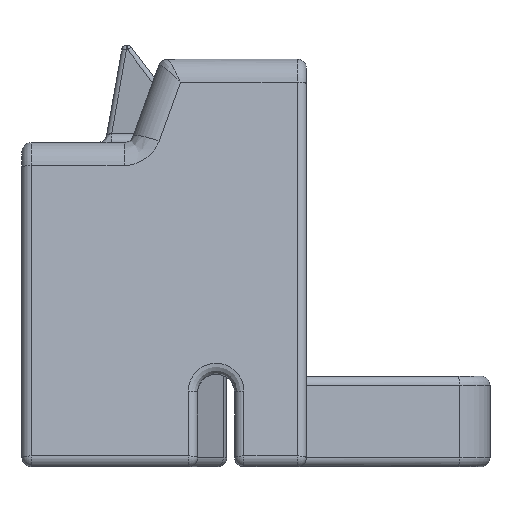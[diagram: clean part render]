
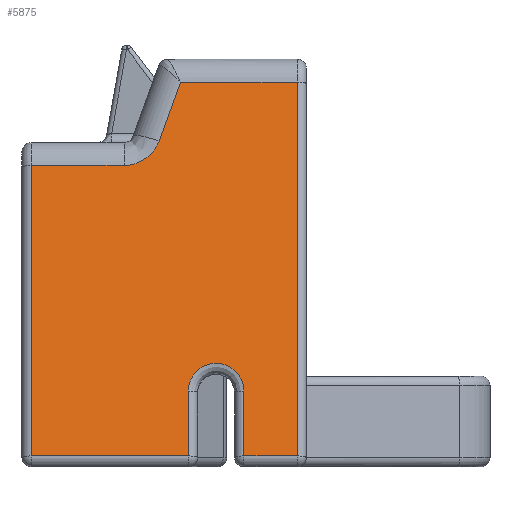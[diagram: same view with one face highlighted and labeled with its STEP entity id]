
A CAD part, left-side view. The second image highlights one B-rep face of the part: STEP entity #5875.
In plain terms, the highlighted planar face has unit normal (-0.985, 0, 0.174).
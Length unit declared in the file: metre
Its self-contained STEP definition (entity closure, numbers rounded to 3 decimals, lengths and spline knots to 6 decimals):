
#367=ELLIPSE('',#6401,0.004062,0.004);
#368=ELLIPSE('',#6402,0.003046,0.003);
#595=LINE('',#9856,#1007);
#596=LINE('',#9859,#1008);
#597=LINE('',#9861,#1009);
#598=LINE('',#9863,#1010);
#599=LINE('',#9867,#1011);
#600=LINE('',#9869,#1012);
#601=LINE('',#9871,#1013);
#602=LINE('',#9873,#1014);
#603=LINE('',#9877,#1015);
#1007=VECTOR('',#7582,1.);
#1008=VECTOR('',#7583,1.);
#1009=VECTOR('',#7584,1.);
#1010=VECTOR('',#7585,1.);
#1011=VECTOR('',#7588,1.);
#1012=VECTOR('',#7589,1.);
#1013=VECTOR('',#7590,1.);
#1014=VECTOR('',#7591,1.);
#1015=VECTOR('',#7594,1.);
#1546=ORIENTED_EDGE('',*,*,#3353,.T.);
#1547=ORIENTED_EDGE('',*,*,#3354,.T.);
#1548=ORIENTED_EDGE('',*,*,#3355,.T.);
#1549=ORIENTED_EDGE('',*,*,#3356,.T.);
#1550=ORIENTED_EDGE('',*,*,#3357,.T.);
#1551=ORIENTED_EDGE('',*,*,#3358,.T.);
#1552=ORIENTED_EDGE('',*,*,#3359,.T.);
#1553=ORIENTED_EDGE('',*,*,#3360,.T.);
#1554=ORIENTED_EDGE('',*,*,#3361,.T.);
#1555=ORIENTED_EDGE('',*,*,#3362,.T.);
#1556=ORIENTED_EDGE('',*,*,#3363,.T.);
#3353=EDGE_CURVE('',#4251,#4252,#595,.T.);
#3354=EDGE_CURVE('',#4252,#4253,#596,.F.);
#3355=EDGE_CURVE('',#4253,#4254,#597,.F.);
#3356=EDGE_CURVE('',#4254,#4255,#598,.F.);
#3357=EDGE_CURVE('',#4255,#4256,#367,.F.);
#3358=EDGE_CURVE('',#4256,#4257,#599,.F.);
#3359=EDGE_CURVE('',#4257,#4258,#600,.F.);
#3360=EDGE_CURVE('',#4258,#4259,#601,.T.);
#3361=EDGE_CURVE('',#4259,#4260,#602,.T.);
#3362=EDGE_CURVE('',#4260,#4261,#368,.F.);
#3363=EDGE_CURVE('',#4261,#4251,#603,.T.);
#4251=VERTEX_POINT('',#9857);
#4252=VERTEX_POINT('',#9858);
#4253=VERTEX_POINT('',#9860);
#4254=VERTEX_POINT('',#9862);
#4255=VERTEX_POINT('',#9864);
#4256=VERTEX_POINT('',#9866);
#4257=VERTEX_POINT('',#9868);
#4258=VERTEX_POINT('',#9870);
#4259=VERTEX_POINT('',#9872);
#4260=VERTEX_POINT('',#9874);
#4261=VERTEX_POINT('',#9876);
#4944=EDGE_LOOP('',(#1546,#1547,#1548,#1549,#1550,#1551,#1552,#1553,#1554,
#1555,#1556));
#5372=FACE_BOUND('',#4944,.T.);
#5780=PLANE('',#6400);
#5875=ADVANCED_FACE('',(#5372),#5780,.T.);
#6400=AXIS2_PLACEMENT_3D('',#9855,#7580,#7581);
#6401=AXIS2_PLACEMENT_3D('',#9865,#7586,#7587);
#6402=AXIS2_PLACEMENT_3D('',#9875,#7592,#7593);
#7580=DIRECTION('',(-0.985,0.,0.174));
#7581=DIRECTION('',(0.174,0.,0.985));
#7582=DIRECTION('',(0.,-1.,0.));
#7583=DIRECTION('',(-0.174,0.,-0.985));
#7584=DIRECTION('',(0.,-1.,0.));
#7585=DIRECTION('',(0.163,-0.337,0.927));
#7586=DIRECTION('',(-0.985,0.,0.174));
#7587=DIRECTION('',(-0.174,0.,-0.985));
#7588=DIRECTION('',(0.,-1.,0.));
#7589=DIRECTION('',(0.174,0.,0.985));
#7590=DIRECTION('',(0.,-1.,0.));
#7591=DIRECTION('',(0.174,0.,0.985));
#7592=DIRECTION('',(-0.985,0.,0.174));
#7593=DIRECTION('',(0.174,0.,0.985));
#7594=DIRECTION('',(-0.174,0.,-0.985));
#9855=CARTESIAN_POINT('',(-0.025643,0.02038,0.053171));
#9856=CARTESIAN_POINT('',(-0.033194,0.007532,0.010345));
#9857=CARTESIAN_POINT('',(-0.033194,0.014282,0.010345));
#9858=CARTESIAN_POINT('',(-0.033194,0.008532,0.010345));
#9859=CARTESIAN_POINT('',(-0.025643,0.008532,0.053171));
#9860=CARTESIAN_POINT('',(-0.02608,0.008532,0.050692));
#9861=CARTESIAN_POINT('',(-0.02608,0.02038,0.050692));
#9862=CARTESIAN_POINT('',(-0.02608,0.021127,0.050692));
#9863=CARTESIAN_POINT('',(-0.025651,0.020243,0.053123));
#9864=CARTESIAN_POINT('',(-0.027203,0.023445,0.044324));
#9865=CARTESIAN_POINT('',(-0.026961,0.027204,0.045692));
#9866=CARTESIAN_POINT('',(-0.027667,0.027204,0.041692));
#9867=CARTESIAN_POINT('',(-0.027667,0.02038,0.041692));
#9868=CARTESIAN_POINT('',(-0.027667,0.037228,0.041692));
#9869=CARTESIAN_POINT('',(-0.033401,0.037228,0.009171));
#9870=CARTESIAN_POINT('',(-0.033194,0.037228,0.010345));
#9871=CARTESIAN_POINT('',(-0.033194,0.019282,0.010345));
#9872=CARTESIAN_POINT('',(-0.033194,0.020282,0.010345));
#9873=CARTESIAN_POINT('',(-0.025643,0.020282,0.053171));
#9874=CARTESIAN_POINT('',(-0.03196,0.020282,0.017345));
#9875=CARTESIAN_POINT('',(-0.03196,0.017282,0.017345));
#9876=CARTESIAN_POINT('',(-0.03196,0.014282,0.017345));
#9877=CARTESIAN_POINT('',(-0.025643,0.014282,0.053171));
